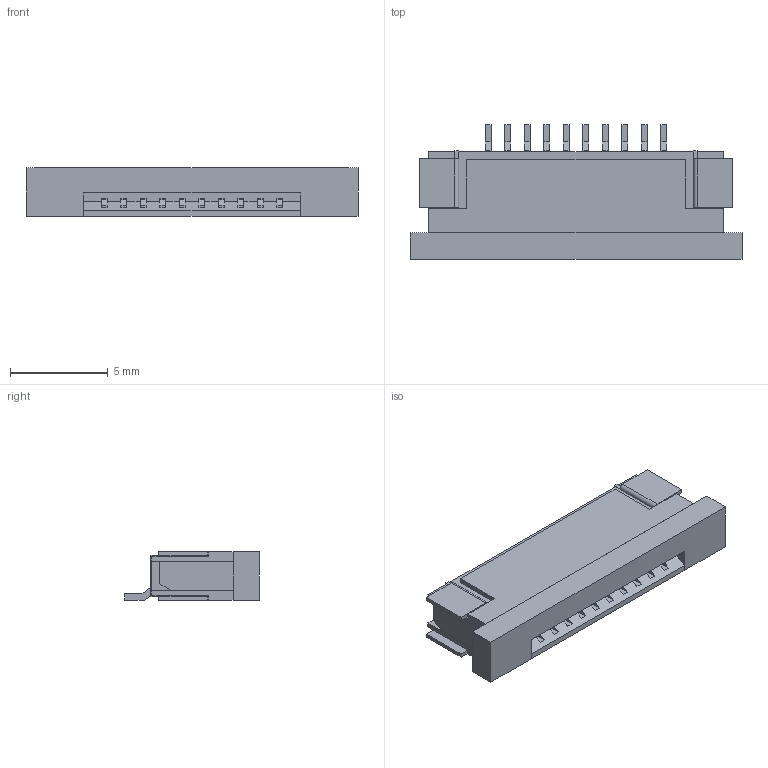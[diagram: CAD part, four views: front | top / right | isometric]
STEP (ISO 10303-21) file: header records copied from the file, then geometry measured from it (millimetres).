
FILE_DESCRIPTION(('STEP AP214'), '1');
FILE_NAME('FFC3B05-08-T', '2017-10-31T15:09:58', ('Nobody'), (''), 'ASCON STEP Converter 1.3', 'ASCON Math Kernel', '');
FILE_SCHEMA(('AUTOMOTIVE_DESIGN { 1 0 10303 214 3 1 1}'));
Length unit declared in the file: millimetre
Bounding box: 17 x 6.9 x 2.5 mm (x, y, z)
Volume: 189.5 mm3; surface area: 765 mm2
Topology: 14 solids, 14 shells, 367 faces, 1047 edges, 722 vertices
Faces by surface type: plane 363, cylinder 4
Entity records: 14746 total; most frequent: CARTESIAN_POINT 2077, ORIENTED_EDGE 1998, DIRECTION 1791, LINE 1039, VECTOR 1039, EDGE_CURVE 999, VERTEX_POINT 662, COLOUR_RGB 393
